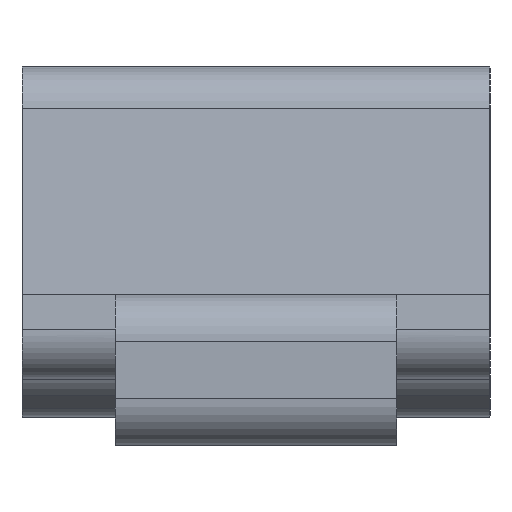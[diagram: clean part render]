
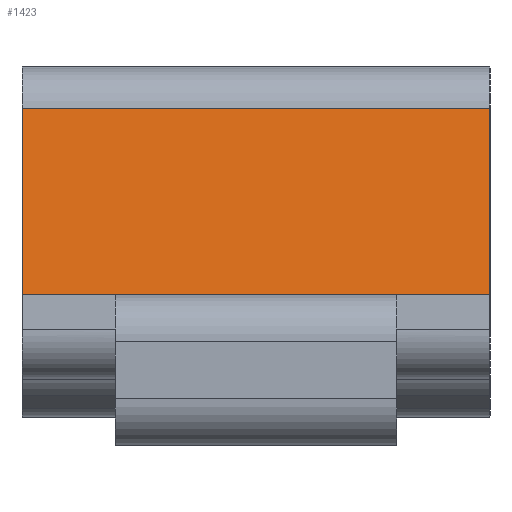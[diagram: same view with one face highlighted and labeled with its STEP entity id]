
A CAD part, left-side view. The second image highlights one B-rep face of the part: STEP entity #1423.
In plain terms, the highlighted planar face has unit normal (-0.99, 0, 0.142).
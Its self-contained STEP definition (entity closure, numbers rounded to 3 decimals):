
#587 = VERTEX_POINT('',#588);
#588 = CARTESIAN_POINT('',(-2.114,1.243,0.802));
#645 = VERTEX_POINT('',#646);
#646 = CARTESIAN_POINT('',(-2.114,-1.243,0.802));
#887 = VERTEX_POINT('',#888);
#888 = CARTESIAN_POINT('',(-2.114,0.748,0.802));
#894 = EDGE_CURVE('',#587,#887,#895,.T.);
#895 = LINE('',#896,#897);
#896 = CARTESIAN_POINT('',(-2.114,1.243,0.802));
#897 = VECTOR('',#898,1.);
#898 = DIRECTION('',(0.,-1.,0.));
#909 = EDGE_CURVE('',#587,#910,#912,.T.);
#910 = VERTEX_POINT('',#911);
#911 = CARTESIAN_POINT('',(-1.973,1.243,1.791));
#912 = B_SPLINE_CURVE_WITH_KNOTS('',1,(#913,#914),.UNSPECIFIED.,.F.,.F.,
  (2,2),(0.,1.),.PIECEWISE_BEZIER_KNOTS.);
#913 = CARTESIAN_POINT('',(-2.114,1.243,0.802));
#914 = CARTESIAN_POINT('',(-1.942,1.243,2.005));
#1076 = VERTEX_POINT('',#1077);
#1077 = CARTESIAN_POINT('',(-1.973,-1.243,1.791));
#1094 = EDGE_CURVE('',#645,#1076,#1095,.T.);
#1095 = B_SPLINE_CURVE_WITH_KNOTS('',1,(#1096,#1097),.UNSPECIFIED.,.F.,
  .F.,(2,2),(0.,1.),.PIECEWISE_BEZIER_KNOTS.);
#1096 = CARTESIAN_POINT('',(-2.114,-1.243,0.802));
#1097 = CARTESIAN_POINT('',(-1.942,-1.243,2.005));
#1110 = EDGE_CURVE('',#1111,#645,#1113,.T.);
#1111 = VERTEX_POINT('',#1112);
#1112 = CARTESIAN_POINT('',(-2.114,-0.748,0.802));
#1113 = LINE('',#1114,#1115);
#1114 = CARTESIAN_POINT('',(-2.114,1.243,0.802));
#1115 = VECTOR('',#1116,1.);
#1116 = DIRECTION('',(0.,-1.,0.));
#1423 = ADVANCED_FACE('',(#1424),#1442,.T.);
#1424 = FACE_BOUND('',#1425,.T.);
#1425 = EDGE_LOOP('',(#1426,#1427,#1433,#1434,#1435,#1441));
#1426 = ORIENTED_EDGE('',*,*,#1094,.T.);
#1427 = ORIENTED_EDGE('',*,*,#1428,.F.);
#1428 = EDGE_CURVE('',#910,#1076,#1429,.T.);
#1429 = LINE('',#1430,#1431);
#1430 = CARTESIAN_POINT('',(-1.973,1.243,1.791));
#1431 = VECTOR('',#1432,1.);
#1432 = DIRECTION('',(0.,-1.,0.));
#1433 = ORIENTED_EDGE('',*,*,#909,.F.);
#1434 = ORIENTED_EDGE('',*,*,#894,.T.);
#1435 = ORIENTED_EDGE('',*,*,#1436,.T.);
#1436 = EDGE_CURVE('',#887,#1111,#1437,.T.);
#1437 = LINE('',#1438,#1439);
#1438 = CARTESIAN_POINT('',(-2.114,1.243,0.802));
#1439 = VECTOR('',#1440,1.);
#1440 = DIRECTION('',(0.,-1.,0.));
#1441 = ORIENTED_EDGE('',*,*,#1110,.T.);
#1442 = PLANE('',#1443);
#1443 = AXIS2_PLACEMENT_3D('',#1444,#1445,#1446);
#1444 = CARTESIAN_POINT('',(-1.942,1.243,2.005));
#1445 = DIRECTION('',(-0.99,0.,0.142)
  );
#1446 = DIRECTION('',(0.,-1.,0.));
